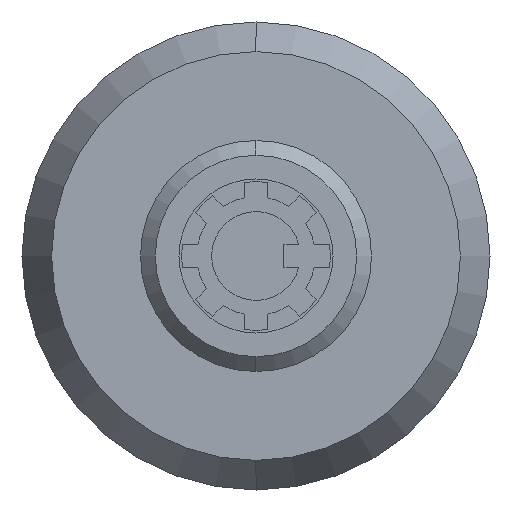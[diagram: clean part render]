
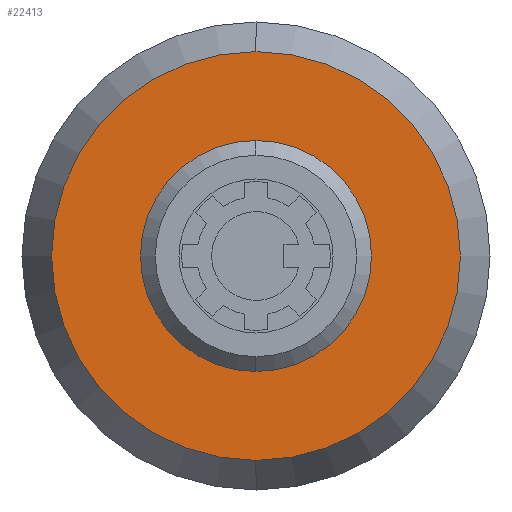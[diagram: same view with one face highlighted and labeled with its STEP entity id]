
A CAD part, left-side view. The second image highlights one B-rep face of the part: STEP entity #22413.
In plain terms, the highlighted planar face has unit normal (-1, 0, 0).
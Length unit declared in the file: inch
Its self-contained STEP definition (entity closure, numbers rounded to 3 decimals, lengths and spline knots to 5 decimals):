
#5084=CARTESIAN_POINT('',(-1.801,0.,0.));
#5085=DIRECTION('',(-1.,0.,0.));
#5086=DIRECTION('',(0.,0.,-1.));
#5087=AXIS2_PLACEMENT_3D('',#5084,#5085,#5086);
#5089=CARTESIAN_POINT('',(-1.801,0.,0.));
#5090=DIRECTION('',(1.,0.,0.));
#5091=DIRECTION('',(0.,0.,-1.));
#5092=AXIS2_PLACEMENT_3D('',#5089,#5090,#5091);
#5094=CARTESIAN_POINT('',(-1.801,0.,0.));
#5095=DIRECTION('',(1.,0.,0.));
#5096=DIRECTION('',(0.,0.,-1.));
#5097=AXIS2_PLACEMENT_3D('',#5094,#5095,#5096);
#5107=CARTESIAN_POINT('',(-1.801,0.,0.));
#5108=DIRECTION('',(-1.,0.,0.));
#5109=DIRECTION('',(0.,0.,-1.));
#5110=AXIS2_PLACEMENT_3D('',#5107,#5108,#5109);
#8128=CARTESIAN_POINT('',(-1.801,0.,-0.69));
#8129=VERTEX_POINT('',#8128);
#8130=CARTESIAN_POINT('',(-1.801,0.,-0.39));
#8132=VERTEX_POINT('',#8130);
#8152=CARTESIAN_POINT('',(-1.801,0.,0.69));
#8153=VERTEX_POINT('',#8152);
#8154=CARTESIAN_POINT('',(-1.801,0.,0.39));
#8156=VERTEX_POINT('',#8154);
#22398=CARTESIAN_POINT('',(-1.801,0.,0.));
#22399=DIRECTION('',(1.,0.,0.));
#22400=DIRECTION('',(0.,0.,1.));
#22401=AXIS2_PLACEMENT_3D('',#22398,#22399,#22400);
#22402=PLANE('',#22401);
#22403=ORIENTED_EDGE('',*,*,#22377,.F.);
#22404=ORIENTED_EDGE('',*,*,#22393,.T.);
#22405=EDGE_LOOP('',(#22403,#22404));
#22406=FACE_OUTER_BOUND('',#22405,.F.);
#22408=ORIENTED_EDGE('',*,*,#22407,.F.);
#22410=ORIENTED_EDGE('',*,*,#22409,.T.);
#22411=EDGE_LOOP('',(#22408,#22410));
#22412=FACE_BOUND('',#22411,.F.);
#22413=ADVANCED_FACE('',(#22406,#22412),#22402,.F.);
#5088=CIRCLE('',#5087,0.69);
#5093=CIRCLE('',#5092,0.69);
#5098=CIRCLE('',#5097,0.39);
#5111=CIRCLE('',#5110,0.39);
#22377=EDGE_CURVE('',#8129,#8153,#5088,.T.);
#22393=EDGE_CURVE('',#8129,#8153,#5093,.T.);
#22407=EDGE_CURVE('',#8132,#8156,#5098,.T.);
#22409=EDGE_CURVE('',#8132,#8156,#5111,.T.);
